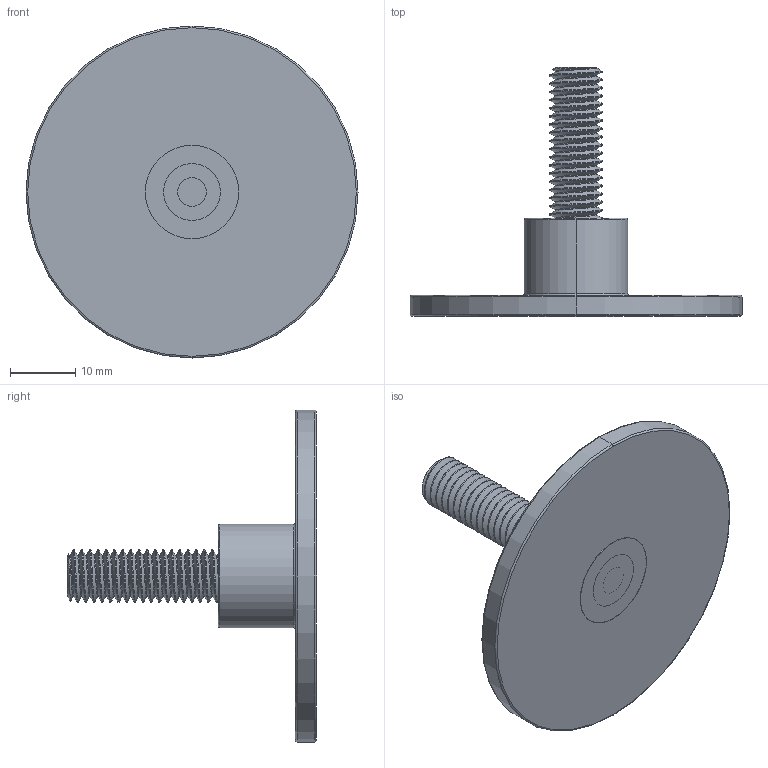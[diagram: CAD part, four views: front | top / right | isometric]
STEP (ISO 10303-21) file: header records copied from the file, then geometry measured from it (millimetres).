
FILE_DESCRIPTION (( 'STEP AP214' ), '1' );
FILE_NAME ('CB9784CRM8MCRM15M38M.STEP', '2018-09-11T18:10:48', ( '' ), ( '' ), 'SwSTEP 2.0', 'SolidWorks 2018', '' );
FILE_SCHEMA (( 'AUTOMOTIVE_DESIGN' ));
Length unit declared in the file: inch
Products named in the file (1): CB9784CRM8MCRM15M38M
Bounding box: 50.8 x 38.1 x 50.8 mm (x, y, z)
Volume: 9513.8 mm3; surface area: 7510.3 mm2
Topology: 4 solids, 4 shells, 165 faces, 443 edges, 281 vertices
Faces by surface type: cylinder 85, plane 31, cone 28, torus 12, bspline 9
Entity records: 14083 total; most frequent: CARTESIAN_POINT 8335, ORIENTED_EDGE 870, DIRECTION 614, EDGE_CURVE 435, VERTEX_POINT 281, AXIS2_PLACEMENT_3D 235, LENGTH_MEASURE_WITH_UNIT 171, UNCERTAINTY_MEASURE_WITH_UNIT 171
